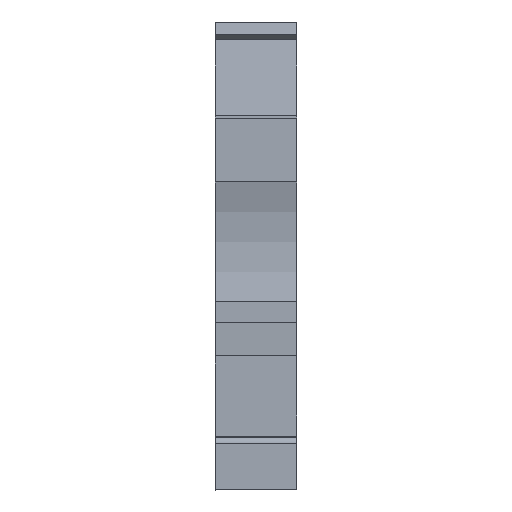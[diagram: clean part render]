
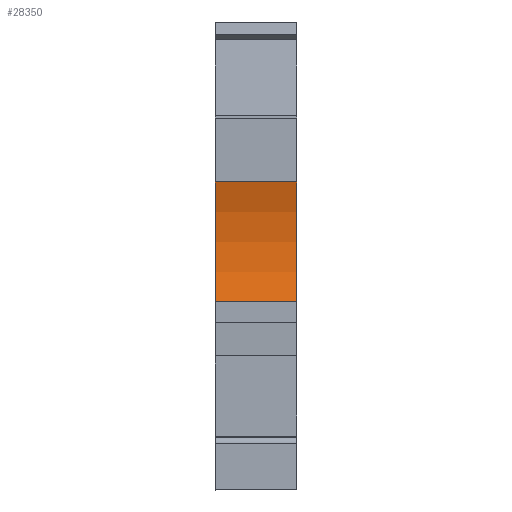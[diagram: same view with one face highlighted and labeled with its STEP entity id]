
A CAD part, front view. The second image highlights one B-rep face of the part: STEP entity #28350.
In plain terms, the highlighted cylindrical face has radius 15 mm (diameter 30 mm), a partial arc.
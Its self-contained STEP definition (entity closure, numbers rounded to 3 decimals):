
#4050=CARTESIAN_POINT('',(-47.2,7.95,
1.));
#4060=VERTEX_POINT('',#4050);
#13530=CARTESIAN_POINT('',(-47.2,-1.05,
1.));
#13540=VERTEX_POINT('',#13530);
#13570=CARTESIAN_POINT('',(-61.509,3.45,
1.));
#13580=DIRECTION('',(0.,0.,-1.));
#13590=DIRECTION('',(-1.,0.,0.));
#13600=AXIS2_PLACEMENT_3D('',#13570,#13580,#13590);
#13610=CIRCLE('',#13600,15.);
#13620=EDGE_CURVE('',#4060,#13540,#13610,.T.);
#17210=CARTESIAN_POINT('',(-47.2,7.95,
-5.15));
#17220=VERTEX_POINT('',#17210);
#17250=CARTESIAN_POINT('',(-61.509,3.45,
-5.15));
#17260=DIRECTION('',(0.,0.,-1.));
#17270=DIRECTION('',(-1.,0.,0.));
#17280=AXIS2_PLACEMENT_3D('',#17250,#17260,#17270);
#17290=CIRCLE('',#17280,15.);
#17300=CARTESIAN_POINT('',(-47.2,-1.05,
-5.15));
#17310=VERTEX_POINT('',#17300);
#17320=EDGE_CURVE('',#17220,#17310,#17290,.T.);
#19540=CARTESIAN_POINT('',(-47.2,-1.05,
-5.15));
#19550=DIRECTION('',(0.,0.,1.));
#19560=VECTOR('',#19550,1.);
#19570=LINE('',#19540,#19560);
#19580=EDGE_CURVE('',#17310,#13540,#19570,.T.);
#28190=CARTESIAN_POINT('',(-61.509,3.45,
-5.15));
#28200=DIRECTION('',(0.,0.,1.));
#28210=DIRECTION('',(1.,0.,0.));
#28220=AXIS2_PLACEMENT_3D('',#28190,#28200,#28210);
#28230=CYLINDRICAL_SURFACE('',#28220,15.);
#28240=ORIENTED_EDGE('',*,*,#17320,.T.);
#28250=CARTESIAN_POINT('',(-47.2,7.95,
-5.15));
#28260=DIRECTION('',(0.,0.,1.));
#28270=VECTOR('',#28260,1.);
#28280=LINE('',#28250,#28270);
#28290=EDGE_CURVE('',#17220,#4060,#28280,.T.);
#28300=ORIENTED_EDGE('',*,*,#28290,.F.);
#28310=ORIENTED_EDGE('',*,*,#13620,.F.);
#28320=ORIENTED_EDGE('',*,*,#19580,.T.);
#28330=EDGE_LOOP('',(#28320,#28310,#28300,#28240));
#28340=FACE_OUTER_BOUND('',#28330,.T.);
#28350=ADVANCED_FACE('',(#28340),#28230,.F.);
